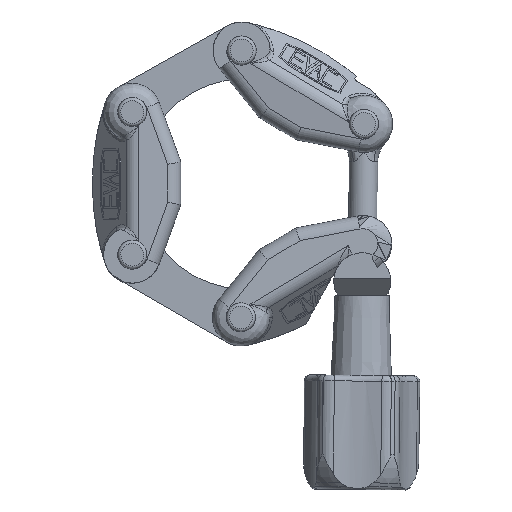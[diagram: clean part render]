
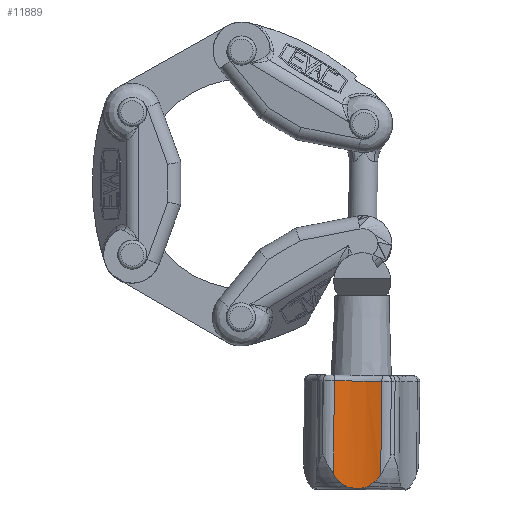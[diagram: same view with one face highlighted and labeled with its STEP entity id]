
A CAD part, left-side view. The second image highlights one B-rep face of the part: STEP entity #11889.
In plain terms, the highlighted cylindrical face has radius 19.967 mm (diameter 39.934 mm), a partial arc.
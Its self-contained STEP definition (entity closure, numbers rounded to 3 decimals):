
#338=CIRCLE('',#12874,19.967);
#488=CYLINDRICAL_SURFACE('',#12873,19.967);
#856=B_SPLINE_CURVE_WITH_KNOTS('',3,(#22896,#22897,#22898,#22899,#22900,
#22901),.UNSPECIFIED.,.F.,.F.,(4,2,4),(1.674,1.709,
1.794),.UNSPECIFIED.);
#862=B_SPLINE_CURVE_WITH_KNOTS('',3,(#22955,#22956,#22957,#22958),
 .UNSPECIFIED.,.F.,.F.,(4,4),(0.,0.002),
 .UNSPECIFIED.);
#868=B_SPLINE_CURVE_WITH_KNOTS('',3,(#22988,#22989,#22990,#22991),
 .UNSPECIFIED.,.F.,.F.,(4,4),(0.,0.002),
 .UNSPECIFIED.);
#871=B_SPLINE_CURVE_WITH_KNOTS('',3,(#23125,#23126,#23127,#23128,#23129,
#23130),.UNSPECIFIED.,.F.,.F.,(4,2,4),(1.19,1.275,
1.31),.UNSPECIFIED.);
#872=B_SPLINE_CURVE_WITH_KNOTS('',3,(#23132,#23133,#23134,#23135,#23136,
#23137,#23138),.UNSPECIFIED.,.F.,.F.,(4,1,1,1,4),(0.,
0.001,0.002,0.003,0.004),
 .UNSPECIFIED.);
#4035=ORIENTED_EDGE('',*,*,#5963,.F.);
#4036=ORIENTED_EDGE('',*,*,#5962,.F.);
#4037=ORIENTED_EDGE('',*,*,#5903,.T.);
#4038=ORIENTED_EDGE('',*,*,#5964,.T.);
#4039=ORIENTED_EDGE('',*,*,#5965,.T.);
#4040=ORIENTED_EDGE('',*,*,#5883,.T.);
#4041=ORIENTED_EDGE('',*,*,#5896,.T.);
#4042=ORIENTED_EDGE('',*,*,#5966,.T.);
#5883=EDGE_CURVE('',#7122,#7121,#856,.T.);
#5896=EDGE_CURVE('',#7121,#7129,#862,.T.);
#5903=EDGE_CURVE('',#7133,#7132,#868,.T.);
#5962=EDGE_CURVE('',#7133,#7182,#8348,.T.);
#5963=EDGE_CURVE('',#7182,#7183,#338,.T.);
#5964=EDGE_CURVE('',#7132,#7184,#871,.T.);
#5965=EDGE_CURVE('',#7184,#7122,#872,.T.);
#5966=EDGE_CURVE('',#7129,#7183,#8349,.T.);
#7121=VERTEX_POINT('',#22895);
#7122=VERTEX_POINT('',#22902);
#7129=VERTEX_POINT('',#22954);
#7132=VERTEX_POINT('',#22987);
#7133=VERTEX_POINT('',#22992);
#7182=VERTEX_POINT('',#23120);
#7183=VERTEX_POINT('',#23124);
#7184=VERTEX_POINT('',#23131);
#8348=LINE('',#23121,#9471);
#8349=LINE('',#23139,#9472);
#9471=VECTOR('',#15602,1000.);
#9472=VECTOR('',#15607,1000.);
#10104=EDGE_LOOP('',(#4035,#4036,#4037,#4038,#4039,#4040,#4041,#4042));
#10816=FACE_BOUND('',#10104,.T.);
#11889=ADVANCED_FACE('',(#10816),#488,.F.);
#12873=AXIS2_PLACEMENT_3D('',#23122,#15603,#15604);
#12874=AXIS2_PLACEMENT_3D('',#23123,#15605,#15606);
#15602=DIRECTION('',(0.,0.,-1.));
#15603=DIRECTION('',(0.,0.,1.));
#15604=DIRECTION('',(-0.743,-0.669,0.));
#15605=DIRECTION('',(0.,0.,1.));
#15606=DIRECTION('',(-0.587,-0.809,0.));
#15607=DIRECTION('',(0.,0.,-1.));
#22895=CARTESIAN_POINT('',(7.414,5.38,15.821));
#22896=CARTESIAN_POINT('',(6.482,5.905,16.5));
#22897=CARTESIAN_POINT('',(6.576,5.848,16.445));
#22898=CARTESIAN_POINT('',(6.669,5.794,16.387));
#22899=CARTESIAN_POINT('',(6.984,5.612,16.174));
#22900=CARTESIAN_POINT('',(7.203,5.492,16.003));
#22901=CARTESIAN_POINT('',(7.414,5.38,15.821));
#22902=CARTESIAN_POINT('',(6.482,5.905,16.5));
#22954=CARTESIAN_POINT('',(8.636,4.787,14.303));
#22955=CARTESIAN_POINT('',(7.414,5.38,15.821));
#22956=CARTESIAN_POINT('',(7.9,5.124,15.401));
#22957=CARTESIAN_POINT('',(8.305,4.934,14.89));
#22958=CARTESIAN_POINT('',(8.636,4.787,14.303));
#22987=CARTESIAN_POINT('',(2.826,8.714,15.821));
#22988=CARTESIAN_POINT('',(1.901,9.673,14.345));
#22989=CARTESIAN_POINT('',(2.141,9.407,14.915));
#22990=CARTESIAN_POINT('',(2.441,9.087,15.411));
#22991=CARTESIAN_POINT('',(2.826,8.714,15.821));
#22992=CARTESIAN_POINT('',(1.901,9.673,14.345));
#23120=CARTESIAN_POINT('',(1.901,9.673,-2.));
#23121=CARTESIAN_POINT('',(1.901,9.673,14.345));
#23122=CARTESIAN_POINT('',(16.737,23.037,0.));
#23123=CARTESIAN_POINT('',(16.737,23.037,-2.));
#23124=CARTESIAN_POINT('',(8.636,4.787,-2.));
#23125=CARTESIAN_POINT('',(2.826,8.714,15.821));
#23126=CARTESIAN_POINT('',(2.997,8.547,16.003));
#23127=CARTESIAN_POINT('',(3.179,8.377,16.174));
#23128=CARTESIAN_POINT('',(3.449,8.133,16.387));
#23129=CARTESIAN_POINT('',(3.53,8.061,16.445));
#23130=CARTESIAN_POINT('',(3.613,7.989,16.5));
#23131=CARTESIAN_POINT('',(3.613,7.989,16.5));
#23132=CARTESIAN_POINT('',(3.613,7.989,16.5));
#23133=CARTESIAN_POINT('',(3.82,7.809,16.637));
#23134=CARTESIAN_POINT('',(4.28,7.423,16.762));
#23135=CARTESIAN_POINT('',(4.997,6.878,16.812));
#23136=CARTESIAN_POINT('',(5.738,6.364,16.762));
#23137=CARTESIAN_POINT('',(6.246,6.046,16.637));
#23138=CARTESIAN_POINT('',(6.482,5.905,16.5));
#23139=CARTESIAN_POINT('',(8.636,4.787,14.303));
